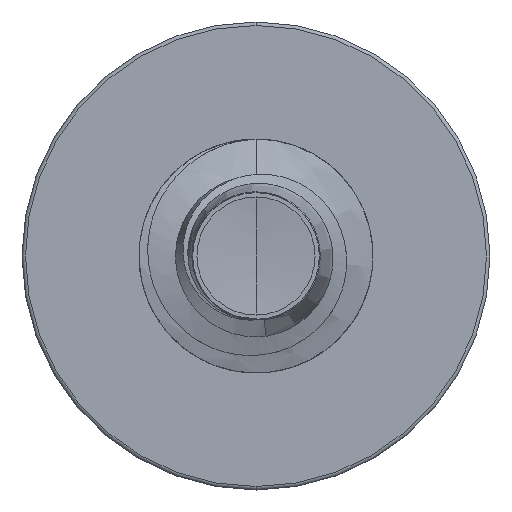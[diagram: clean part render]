
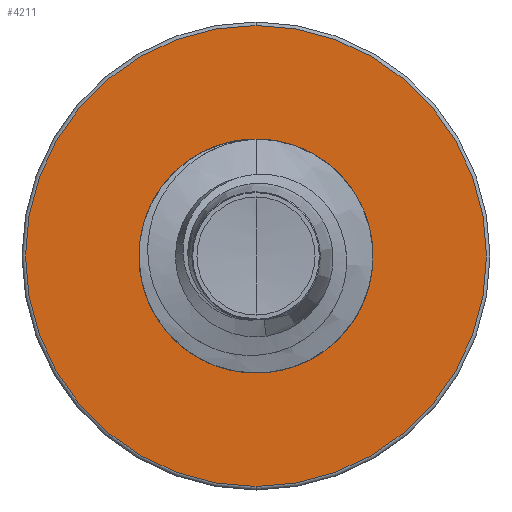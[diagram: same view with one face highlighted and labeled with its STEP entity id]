
A CAD part, front view. The second image highlights one B-rep face of the part: STEP entity #4211.
In plain terms, the highlighted planar face has unit normal (0, -1, 0).
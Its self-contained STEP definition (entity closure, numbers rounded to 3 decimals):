
#95 = DIRECTION ( 'NONE',  ( 0., 1., 0. ) ) ;
#1362 = CARTESIAN_POINT ( 'NONE',  ( 0., 11., -3.447 ) ) ;
#1497 = AXIS2_PLACEMENT_3D ( 'NONE', #7252, #15670, #8484 ) ;
#2072 = EDGE_CURVE ( 'NONE', #8366, #13273, #15421, .T. ) ;
#3116 = PLANE ( 'NONE',  #15737 ) ;
#3181 = EDGE_LOOP ( 'NONE', ( #9266, #9945 ) ) ;
#4187 = EDGE_CURVE ( 'NONE', #13273, #8366, #10089, .T. ) ;
#4211 = ADVANCED_FACE ( 'NONE', ( #9879, #9848 ), #3116, .F. ) ;
#4381 = CARTESIAN_POINT ( 'NONE',  ( 0., 11., -1.722 ) ) ;
#4663 = EDGE_CURVE ( 'NONE', #6534, #6215, #9247, .T. ) ;
#4701 = AXIS2_PLACEMENT_3D ( 'NONE', #7608, #95, #8843 ) ;
#5651 = DIRECTION ( 'NONE',  ( 0., 1., 0. ) ) ;
#5777 = EDGE_LOOP ( 'NONE', ( #9546, #7898 ) ) ;
#6063 = EDGE_CURVE ( 'NONE', #6215, #6534, #8907, .T. ) ;
#6215 = VERTEX_POINT ( 'NONE', #13568 ) ;
#6534 = VERTEX_POINT ( 'NONE', #1362 ) ;
#6871 = DIRECTION ( 'NONE',  ( 0., 1., 0. ) ) ;
#7252 = CARTESIAN_POINT ( 'NONE',  ( 0., 11., 0. ) ) ;
#7493 = CARTESIAN_POINT ( 'NONE',  ( 0., 11., 0. ) ) ;
#7608 = CARTESIAN_POINT ( 'NONE',  ( 0., 11., 0. ) ) ;
#7877 = AXIS2_PLACEMENT_3D ( 'NONE', #7493, #15898, #8728 ) ;
#7898 = ORIENTED_EDGE ( 'NONE', *, *, #2072, .T. ) ;
#8366 = VERTEX_POINT ( 'NONE', #14321 ) ;
#8484 = DIRECTION ( 'NONE',  ( 0., 0., 1. ) ) ;
#8728 = DIRECTION ( 'NONE',  ( 0., 0., 1. ) ) ;
#8843 = DIRECTION ( 'NONE',  ( 0., 0., 1. ) ) ;
#8907 = CIRCLE ( 'NONE', #7877, 3.448 ) ;
#9247 = CIRCLE ( 'NONE', #1497, 3.448 ) ;
#9266 = ORIENTED_EDGE ( 'NONE', *, *, #6063, .F. ) ;
#9546 = ORIENTED_EDGE ( 'NONE', *, *, #4187, .T. ) ;
#9848 = FACE_BOUND ( 'NONE', #5777, .T. ) ;
#9879 = FACE_OUTER_BOUND ( 'NONE', #3181, .T. ) ;
#9945 = ORIENTED_EDGE ( 'NONE', *, *, #4663, .F. ) ;
#10089 = CIRCLE ( 'NONE', #11740, 1.722 ) ;
#11102 = CARTESIAN_POINT ( 'NONE',  ( 0., 11., 1.722 ) ) ;
#11740 = AXIS2_PLACEMENT_3D ( 'NONE', #12939, #5651, #14132 ) ;
#12939 = CARTESIAN_POINT ( 'NONE',  ( 0., 11., 0. ) ) ;
#13273 = VERTEX_POINT ( 'NONE', #11102 ) ;
#13568 = CARTESIAN_POINT ( 'NONE',  ( 0., 11., 3.448 ) ) ;
#14132 = DIRECTION ( 'NONE',  ( 0., 0., 1. ) ) ;
#14321 = CARTESIAN_POINT ( 'NONE',  ( 0., 11., -1.722 ) ) ;
#15295 = DIRECTION ( 'NONE',  ( 0., 0., 1. ) ) ;
#15421 = CIRCLE ( 'NONE', #4701, 1.722 ) ;
#15670 = DIRECTION ( 'NONE',  ( 0., 1., 0. ) ) ;
#15737 = AXIS2_PLACEMENT_3D ( 'NONE', #4381, #6871, #15295 ) ;
#15898 = DIRECTION ( 'NONE',  ( 0., 1., 0. ) ) ;
